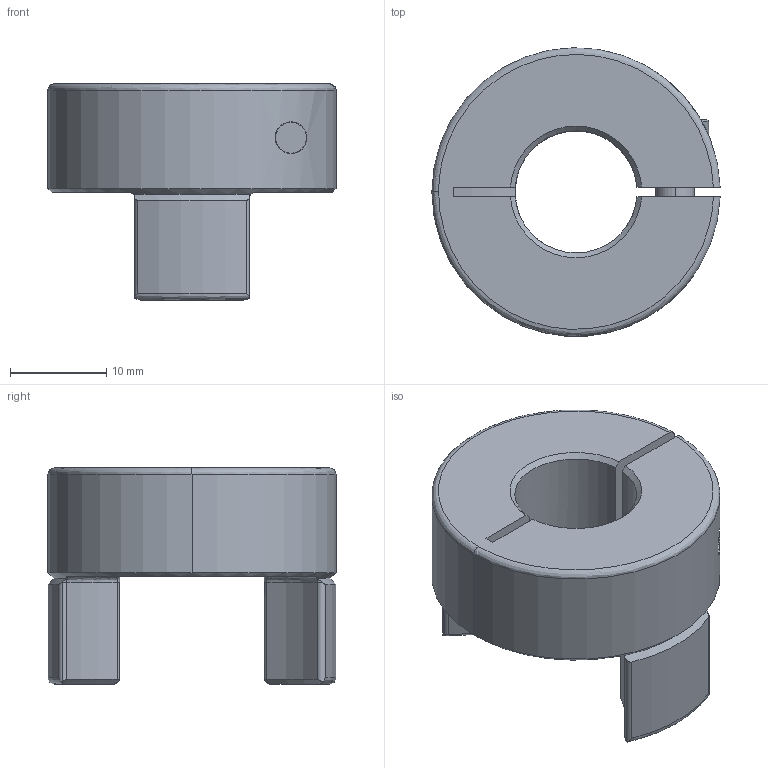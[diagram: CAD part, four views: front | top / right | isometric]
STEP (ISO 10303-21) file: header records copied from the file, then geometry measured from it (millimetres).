
FILE_DESCRIPTION (( 'STEP AP203' ), '1' );
FILE_NAME ('SJCA-30C-12.7.step', '2021-04-15T12:45:18', ( '' ), ( '' ), 'SwSTEP 2.0', 'SolidWorks 2021', '' );
FILE_SCHEMA (( 'CONFIG_CONTROL_DESIGN' ));
Length unit declared in the file: inch
Products named in the file (1): SJCA-30C-12.7
Bounding box: 29.99 x 30 x 22.5 mm (x, y, z)
Volume: 7373.2 mm3; surface area: 4041.7 mm2
Topology: 2 solids, 2 shells, 109 faces, 277 edges, 173 vertices
Faces by surface type: cylinder 41, plane 27, bspline 24, cone 17
Entity records: 4613 total; most frequent: CARTESIAN_POINT 2131, ORIENTED_EDGE 550, DIRECTION 443, EDGE_CURVE 275, AXIS2_PLACEMENT_3D 180, VERTEX_POINT 173, EDGE_LOOP 116, FACE_OUTER_BOUND 109
